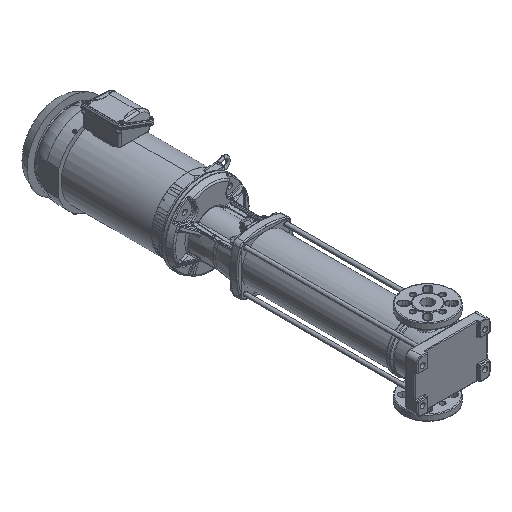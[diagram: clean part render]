
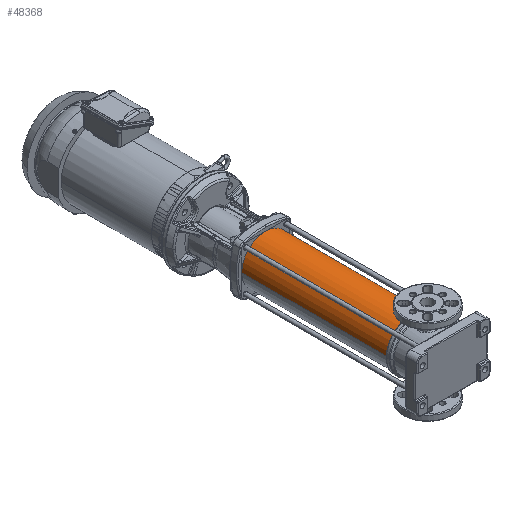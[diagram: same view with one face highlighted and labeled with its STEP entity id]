
A CAD part, isometric view. The second image highlights one B-rep face of the part: STEP entity #48368.
In plain terms, the highlighted cylindrical face has radius 68.75 mm (diameter 137.5 mm), a partial arc.
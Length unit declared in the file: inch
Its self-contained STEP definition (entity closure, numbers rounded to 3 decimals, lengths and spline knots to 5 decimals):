
#1194 = CARTESIAN_POINT ( 'NONE',  ( 0., 1.85827, 0. ) ) ;
#7719 = DIRECTION ( 'NONE',  ( 0., 0., 1. ) ) ;
#8320 = CARTESIAN_POINT ( 'NONE',  ( 0., 1.85827, 2.70669 ) ) ;
#17536 = VECTOR ( 'NONE', #173504, 39.37008 ) ;
#17905 = AXIS2_PLACEMENT_3D ( 'NONE', #131074, #104317, #7719 ) ;
#18244 = VECTOR ( 'NONE', #25778, 39.37008 ) ;
#18584 = DIRECTION ( 'NONE',  ( 0., 1., 0. ) ) ;
#25778 = DIRECTION ( 'NONE',  ( 0., 1., 0. ) ) ;
#30694 = EDGE_CURVE ( 'NONE', #156631, #83902, #110466, .T. ) ;
#32795 = ORIENTED_EDGE ( 'NONE', *, *, #138929, .T. ) ;
#34238 = AXIS2_PLACEMENT_3D ( 'NONE', #1194, #18584, #130918 ) ;
#34487 = CARTESIAN_POINT ( 'NONE',  ( 0., 1.54331, -2.70669 ) ) ;
#37235 = EDGE_LOOP ( 'NONE', ( #109129, #32795, #147331, #76763 ) ) ;
#48368 = ADVANCED_FACE ( 'NONE', ( #169768 ), #146717, .T. ) ;
#63228 = CARTESIAN_POINT ( 'NONE',  ( 0., 18.36614, 0. ) ) ;
#63510 = CARTESIAN_POINT ( 'NONE',  ( 0., 1.85827, -2.70669 ) ) ;
#66855 = DIRECTION ( 'NONE',  ( 0., -1., 0. ) ) ;
#68828 = EDGE_CURVE ( 'NONE', #83902, #75192, #127239, .T. ) ;
#75192 = VERTEX_POINT ( 'NONE', #121559 ) ;
#76763 = ORIENTED_EDGE ( 'NONE', *, *, #68828, .T. ) ;
#83902 = VERTEX_POINT ( 'NONE', #170196 ) ;
#104317 = DIRECTION ( 'NONE',  ( 0., 1., 0. ) ) ;
#109129 = ORIENTED_EDGE ( 'NONE', *, *, #143300, .F. ) ;
#109573 = CARTESIAN_POINT ( 'NONE',  ( 0., 1.54331, 2.70669 ) ) ;
#110466 = LINE ( 'NONE', #109573, #18244 ) ;
#113614 = CIRCLE ( 'NONE', #34238, 2.70669 ) ;
#121559 = CARTESIAN_POINT ( 'NONE',  ( 0., 18.36614, -2.70669 ) ) ;
#127239 = CIRCLE ( 'NONE', #139086, 2.70669 ) ;
#130918 = DIRECTION ( 'NONE',  ( 0., 0., 1. ) ) ;
#131074 = CARTESIAN_POINT ( 'NONE',  ( 0., 1.54331, 0. ) ) ;
#133937 = LINE ( 'NONE', #34487, #17536 ) ;
#138929 = EDGE_CURVE ( 'NONE', #179513, #156631, #113614, .T. ) ;
#139086 = AXIS2_PLACEMENT_3D ( 'NONE', #63228, #66855, #147929 ) ;
#143300 = EDGE_CURVE ( 'NONE', #179513, #75192, #133937, .T. ) ;
#146717 = CYLINDRICAL_SURFACE ( 'NONE', #17905, 2.70669 ) ;
#147331 = ORIENTED_EDGE ( 'NONE', *, *, #30694, .T. ) ;
#147929 = DIRECTION ( 'NONE',  ( 0., 0., -1. ) ) ;
#156631 = VERTEX_POINT ( 'NONE', #8320 ) ;
#169768 = FACE_OUTER_BOUND ( 'NONE', #37235, .T. ) ;
#170196 = CARTESIAN_POINT ( 'NONE',  ( 0., 18.36614, 2.70669 ) ) ;
#173504 = DIRECTION ( 'NONE',  ( 0., 1., 0. ) ) ;
#179513 = VERTEX_POINT ( 'NONE', #63510 ) ;
